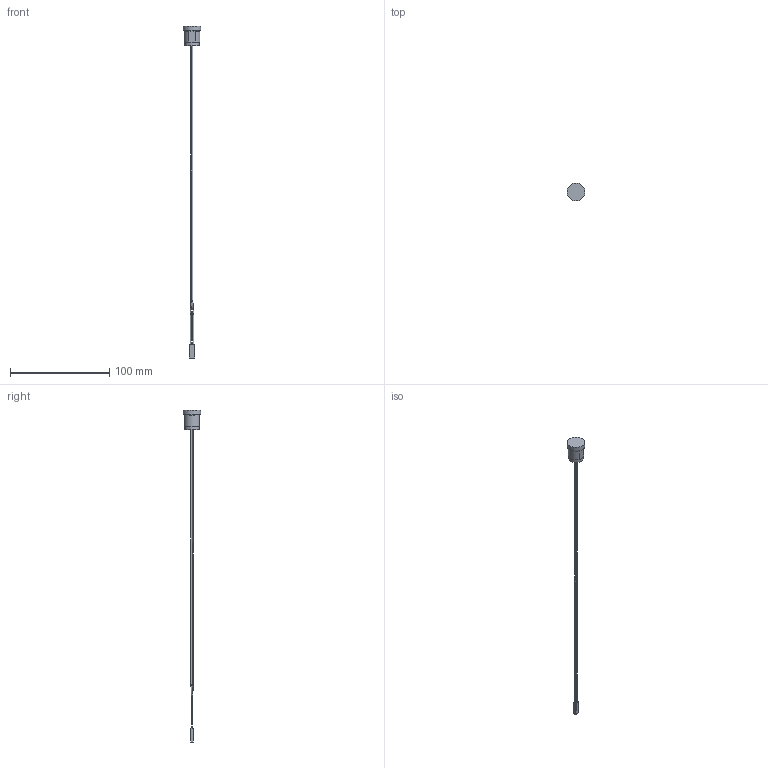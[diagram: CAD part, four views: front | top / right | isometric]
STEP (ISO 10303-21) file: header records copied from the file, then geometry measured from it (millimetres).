
FILE_DESCRIPTION(/* description */ (''),/* implementation_level */ '2;1');
FILE_NAME(/* name */ 'PZ3M2FNNW300.stp',/* time_stamp */ '2024-04-24T11:38:11-05:00',/* author */ ('mroman'),/* organization */ (''),/* preprocessor_version */ 'ST-DEVELOPER v18.1',/* originating_system */ 'Autodesk Inventor 2022',/* authorisation */ '');
FILE_SCHEMA (('AUTOMOTIVE_DESIGN { 1 0 10303 214 3 1 1 }'));
Length unit declared in the file: millimetre
Products named in the file (1): PZ3M2FNNW300
Bounding box: 18 x 18 x 334 mm (x, y, z)
Volume: 4634.3 mm3; surface area: 3836.9 mm2
Topology: 2 solids, 2 shells, 83 faces, 216 edges, 142 vertices
Faces by surface type: plane 57, cylinder 17, torus 5, cone 3, sphere 1
Full cylindrical faces by diameter (mm): 0.7 x2, 1 x6, 14.5 x1, 14.7 x1, 18 x1
Entity records: 2655 total; most frequent: CARTESIAN_POINT 542, ORIENTED_EDGE 432, DIRECTION 421, EDGE_CURVE 216, LINE 153, VECTOR 153, VERTEX_POINT 142, AXIS2_PLACEMENT_3D 134
